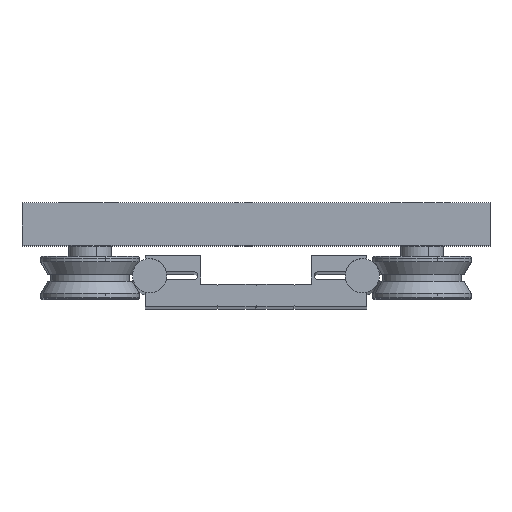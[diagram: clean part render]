
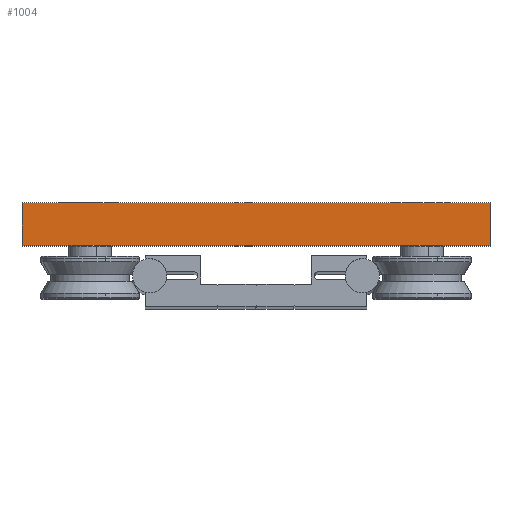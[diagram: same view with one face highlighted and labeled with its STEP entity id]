
A CAD part, top view. The second image highlights one B-rep face of the part: STEP entity #1004.
In plain terms, the highlighted planar face has unit normal (0, 0, 1).
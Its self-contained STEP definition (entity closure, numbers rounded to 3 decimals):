
#1004=ADVANCED_FACE('',(#2203),#2204,.T.);
#2203=FACE_OUTER_BOUND('',#3126,.T.);
#2204=PLANE('',#3127);
#3126=EDGE_LOOP('',(#5884,#5885,#5886,#5887));
#3127=AXIS2_PLACEMENT_3D('',#5888,#5889,#5890);
#5884=ORIENTED_EDGE('',*,*,#7040,.F.);
#5885=ORIENTED_EDGE('',*,*,#7041,.F.);
#5886=ORIENTED_EDGE('',*,*,#7042,.F.);
#5887=ORIENTED_EDGE('',*,*,#7035,.F.);
#5888=CARTESIAN_POINT('',(-137.5,49.0,650.0));
#5889=DIRECTION('',(0.0,-0.0,1.0));
#5890=DIRECTION('',(0.0,1.0,0.0));
#7035=EDGE_CURVE('',#8405,#8400,#8407,.T.);
#7040=EDGE_CURVE('',#8413,#8405,#8415,.T.);
#7041=EDGE_CURVE('',#8416,#8413,#8417,.T.);
#7042=EDGE_CURVE('',#8400,#8416,#8418,.T.);
#8400=VERTEX_POINT('',#10436);
#8405=VERTEX_POINT('',#10443);
#8407=LINE('',#10446,#10447);
#8413=VERTEX_POINT('',#10456);
#8415=LINE('',#10459,#10460);
#8416=VERTEX_POINT('',#10461);
#8417=LINE('',#10462,#10463);
#8418=LINE('',#10464,#10465);
#10436=CARTESIAN_POINT('',(-137.5,36.5,650.0));
#10443=CARTESIAN_POINT('',(137.5,36.5,650.0));
#10446=CARTESIAN_POINT('',(137.5,36.5,650.0));
#10447=VECTOR('',#11695,275.0);
#10456=CARTESIAN_POINT('',(137.5,61.5,650.0));
#10459=CARTESIAN_POINT('',(137.5,61.5,650.0));
#10460=VECTOR('',#11700,25.0);
#10461=CARTESIAN_POINT('',(-137.5,61.5,650.0));
#10462=CARTESIAN_POINT('',(-137.5,61.5,650.0));
#10463=VECTOR('',#11701,275.0);
#10464=CARTESIAN_POINT('',(-137.5,36.5,650.0));
#10465=VECTOR('',#11702,25.0);
#11695=DIRECTION('',(-1.0,0.0,0.0));
#11700=DIRECTION('',(0.0,-1.0,0.0));
#11701=DIRECTION('',(1.0,0.0,0.0));
#11702=DIRECTION('',(0.0,1.0,0.0));
